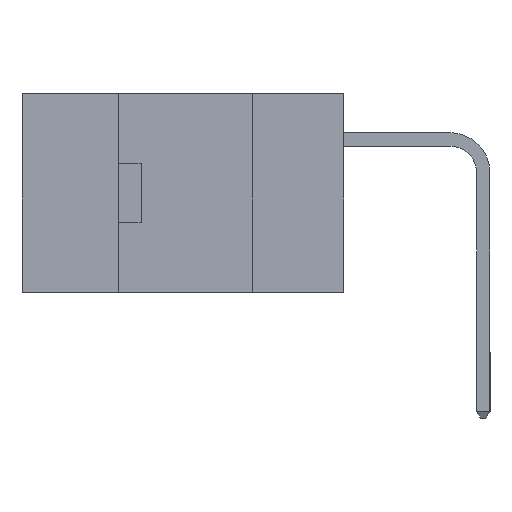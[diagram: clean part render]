
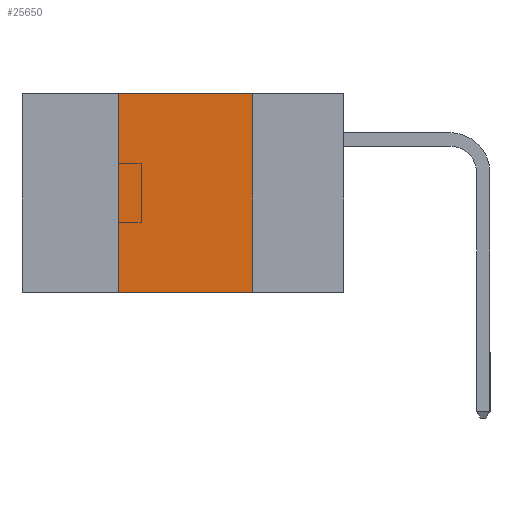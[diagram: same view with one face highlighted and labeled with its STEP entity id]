
A CAD part, left-side view. The second image highlights one B-rep face of the part: STEP entity #25650.
In plain terms, the highlighted planar face has unit normal (-1, 0, 0).
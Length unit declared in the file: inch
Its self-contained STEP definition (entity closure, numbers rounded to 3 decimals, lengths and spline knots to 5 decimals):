
#395 = CARTESIAN_POINT ( 'NONE',  ( 0., 0.17, -0.37 ) ) ;
#497 = ORIENTED_EDGE ( 'NONE', *, *, #22872, .F. ) ;
#579 = VECTOR ( 'NONE', #19516, 39.37008 ) ;
#2311 = VERTEX_POINT ( 'NONE', #395 ) ;
#3469 = FACE_OUTER_BOUND ( 'NONE', #4160, .T. ) ;
#4160 = EDGE_LOOP ( 'NONE', ( #7049, #497, #8059, #8989 ) ) ;
#4420 = CARTESIAN_POINT ( 'NONE',  ( 0., 0.42, 0. ) ) ;
#5182 = AXIS2_PLACEMENT_3D ( 'NONE', #8002, #20214, #16050 ) ;
#5501 = CARTESIAN_POINT ( 'NONE',  ( 0., 0.6, 0. ) ) ;
#5556 = DIRECTION ( 'NONE',  ( 0., 0., 1. ) ) ;
#5761 = VECTOR ( 'NONE', #7359, 39.37008 ) ;
#5798 = VECTOR ( 'NONE', #22247, 39.37008 ) ;
#7049 = ORIENTED_EDGE ( 'NONE', *, *, #21846, .F. ) ;
#7230 = VERTEX_POINT ( 'NONE', #27057 ) ;
#7359 = DIRECTION ( 'NONE',  ( 0., 0., -1. ) ) ;
#7567 = VERTEX_POINT ( 'NONE', #25546 ) ;
#7577 = LINE ( 'NONE', #5501, #5798 ) ;
#8002 = CARTESIAN_POINT ( 'NONE',  ( 0., 0.6, 0. ) ) ;
#8059 = ORIENTED_EDGE ( 'NONE', *, *, #13712, .F. ) ;
#8989 = ORIENTED_EDGE ( 'NONE', *, *, #24628, .T. ) ;
#9690 = LINE ( 'NONE', #9943, #10722 ) ;
#9943 = CARTESIAN_POINT ( 'NONE',  ( 0., 0.42, -0.37 ) ) ;
#10722 = VECTOR ( 'NONE', #5556, 39.37008 ) ;
#11119 = LINE ( 'NONE', #13463, #579 ) ;
#13463 = CARTESIAN_POINT ( 'NONE',  ( 0., 0.6, -0.37 ) ) ;
#13712 = EDGE_CURVE ( 'NONE', #7567, #21147, #9690, .T. ) ;
#16050 = DIRECTION ( 'NONE',  ( 0., 0., -1. ) ) ;
#19516 = DIRECTION ( 'NONE',  ( 0., -1., 0. ) ) ;
#20214 = DIRECTION ( 'NONE',  ( 1., 0., 0. ) ) ;
#20415 = CARTESIAN_POINT ( 'NONE',  ( 0., 0.17, -0.37 ) ) ;
#21147 = VERTEX_POINT ( 'NONE', #4420 ) ;
#21846 = EDGE_CURVE ( 'NONE', #7230, #2311, #26163, .T. ) ;
#22247 = DIRECTION ( 'NONE',  ( 0., -1., 0. ) ) ;
#22872 = EDGE_CURVE ( 'NONE', #21147, #7230, #7577, .T. ) ;
#24628 = EDGE_CURVE ( 'NONE', #7567, #2311, #11119, .T. ) ;
#25546 = CARTESIAN_POINT ( 'NONE',  ( 0., 0.42, -0.37 ) ) ;
#25650 = ADVANCED_FACE ( 'NONE', ( #3469 ), #26508, .F. ) ;
#26163 = LINE ( 'NONE', #20415, #5761 ) ;
#26508 = PLANE ( 'NONE',  #5182 ) ;
#27057 = CARTESIAN_POINT ( 'NONE',  ( 0., 0.17, 0. ) ) ;
